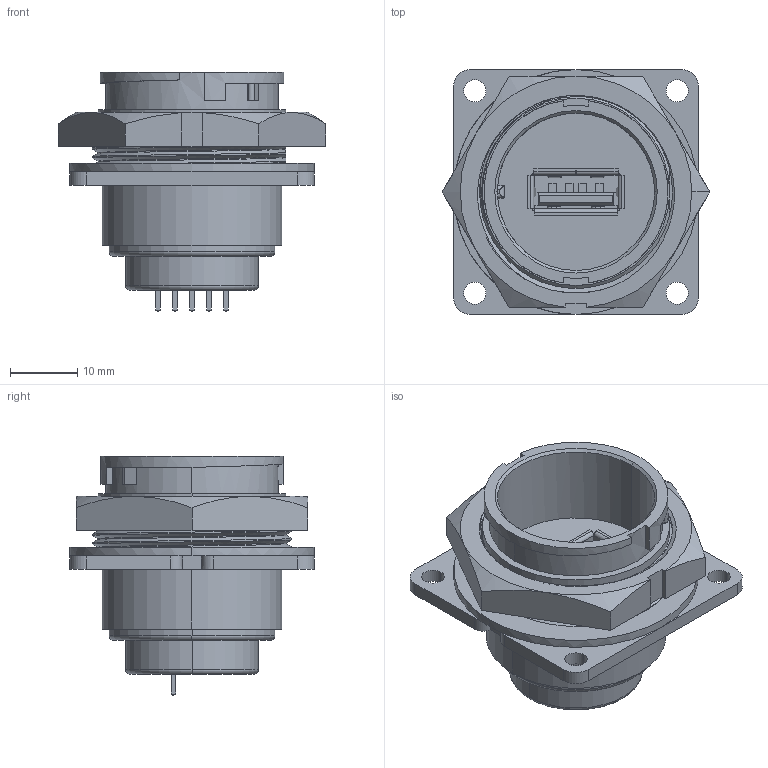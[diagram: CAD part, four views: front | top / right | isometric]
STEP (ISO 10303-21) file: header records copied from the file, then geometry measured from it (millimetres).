
FILE_DESCRIPTION (( 'STEP AP203' ), '1' );
FILE_NAME ('DCP-USBAX-HD SERIES.STEP', '2015-11-17T15:30:51', ( '' ), ( '' ), 'SwSTEP 2.0', 'SolidWorks 2014', '' );
FILE_SCHEMA (( 'CONFIG_CONTROL_DESIGN' ));
Length unit declared in the file: inch
Products named in the file (2): DCP-USBAX-HD SERIES
Bounding box: 39.89 x 36.53 x 35.73 mm (x, y, z)
Volume: 15459.8 mm3; surface area: 9942.7 mm2
Topology: 2 solids, 2 shells, 541 faces, 1425 edges, 897 vertices
Faces by surface type: plane 345, cylinder 161, bspline 19, cone 12, torus 4
Entity records: 22630 total; most frequent: CARTESIAN_POINT 9457, ORIENTED_EDGE 2846, DIRECTION 2565, EDGE_CURVE 1423, LINE 963, VECTOR 963, VERTEX_POINT 897, AXIS2_PLACEMENT_3D 801
